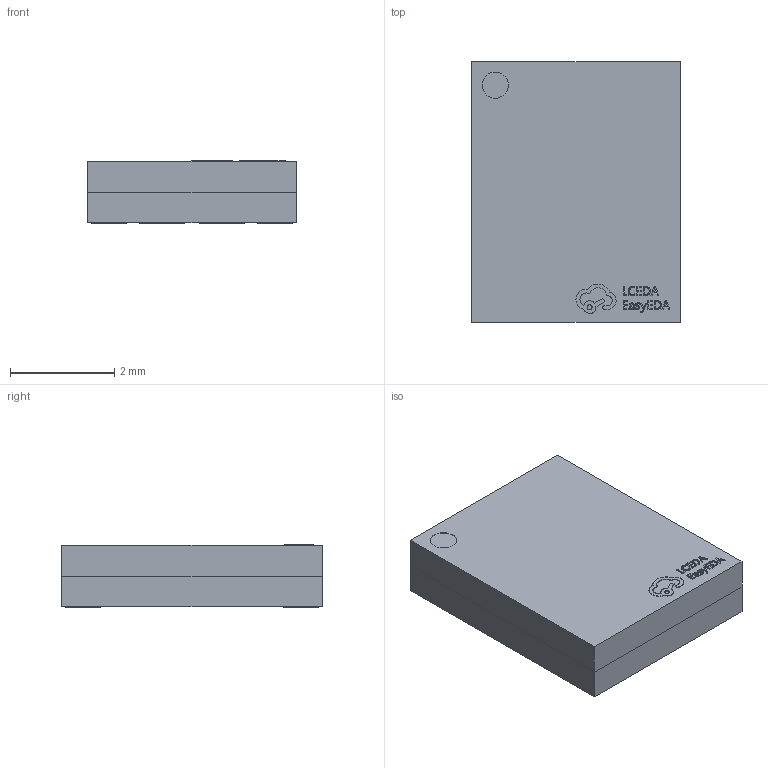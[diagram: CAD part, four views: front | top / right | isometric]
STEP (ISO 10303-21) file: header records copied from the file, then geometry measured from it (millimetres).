
FILE_DESCRIPTION (( 'STEP AP214' ), '1' );
FILE_NAME ('LGA-12_L4.0-W5.0_MIE1W0505BGLVH.STEP', '2024-01-18T15:38:24', ( '' ), ( '' ), 'SwSTEP 2.0', 'SolidWorks 2020', '' );
FILE_SCHEMA (( 'AUTOMOTIVE_DESIGN' ));
Length unit declared in the file: millimetre
Products named in the file (1): LGA-12_L4.0-W5.0_MIE1W0505BGLVH
Bounding box: 4 x 5 x 1.2 mm (x, y, z)
Volume: 23.6 mm3; surface area: 101.6 mm2
Topology: 2 solids, 2 shells, 296 faces, 792 edges, 528 vertices
Faces by surface type: plane 196, bspline 98, cylinder 2
Entity records: 12951 total; most frequent: CARTESIAN_POINT 2923, ORIENTED_EDGE 1584, DIRECTION 994, EDGE_CURVE 792, VECTOR 588, LINE 588, VERTEX_POINT 528, EDGE_LOOP 324
